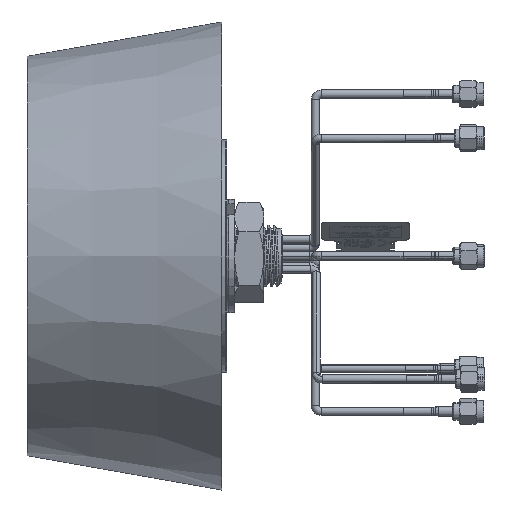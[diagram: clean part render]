
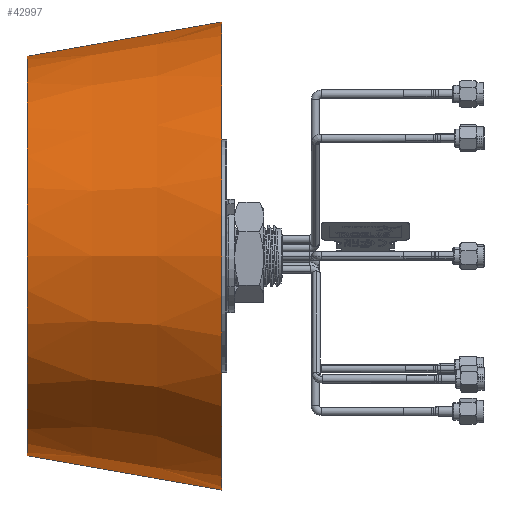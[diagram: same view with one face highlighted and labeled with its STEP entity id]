
A CAD part, left-side view. The second image highlights one B-rep face of the part: STEP entity #42997.
In plain terms, the highlighted conical face has half-angle 10 degrees and reference radius 68.815 mm.
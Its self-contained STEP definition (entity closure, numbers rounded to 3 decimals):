
#475 = DIRECTION ( 'NONE',  ( 0., 0., -1. ) ) ;
#833 = AXIS2_PLACEMENT_3D ( 'NONE', #82778, #44288, #475 ) ;
#2819 = EDGE_CURVE ( 'NONE', #73894, #59196, #66280, .T. ) ;
#6656 = DIRECTION ( 'NONE',  ( 0., -0.985, 0.174 ) ) ;
#21786 = CONICAL_SURFACE ( 'NONE', #44584, 68.815, 0.175 ) ;
#21957 = DIRECTION ( 'NONE',  ( 0., 0., -1. ) ) ;
#23669 = EDGE_LOOP ( 'NONE', ( #58831, #66913, #66516, #74540 ) ) ;
#27152 = CARTESIAN_POINT ( 'NONE',  ( 0., -2., -80.629 ) ) ;
#27367 = CARTESIAN_POINT ( 'NONE',  ( 0., -2., 80.629 ) ) ;
#29907 = CARTESIAN_POINT ( 'NONE',  ( 0., 65., 0. ) ) ;
#31750 = DIRECTION ( 'NONE',  ( 0., -0.985, -0.174 ) ) ;
#33016 = VERTEX_POINT ( 'NONE', #27367 ) ;
#35208 = VERTEX_POINT ( 'NONE', #27152 ) ;
#39049 = CARTESIAN_POINT ( 'NONE',  ( 0., 65., -68.815 ) ) ;
#40644 = CIRCLE ( 'NONE', #833, 80.629 ) ;
#42997 = ADVANCED_FACE ( 'NONE', ( #58719 ), #21786, .T. ) ;
#43595 = EDGE_CURVE ( 'NONE', #33016, #35208, #40644, .T. ) ;
#44288 = DIRECTION ( 'NONE',  ( 0., -1., 0. ) ) ;
#44572 = CARTESIAN_POINT ( 'NONE',  ( 0., 65., 68.815 ) ) ;
#44584 = AXIS2_PLACEMENT_3D ( 'NONE', #72363, #72079, #21957 ) ;
#47295 = CARTESIAN_POINT ( 'NONE',  ( 0., 65., -68.815 ) ) ;
#48227 = VECTOR ( 'NONE', #31750, 1000. ) ;
#50899 = LINE ( 'NONE', #64947, #56900 ) ;
#52617 = EDGE_CURVE ( 'NONE', #73894, #33016, #50899, .T. ) ;
#56900 = VECTOR ( 'NONE', #6656, 1000. ) ;
#57135 = AXIS2_PLACEMENT_3D ( 'NONE', #29907, #82071, #62011 ) ;
#58719 = FACE_OUTER_BOUND ( 'NONE', #23669, .T. ) ;
#58831 = ORIENTED_EDGE ( 'NONE', *, *, #52617, .F. ) ;
#59196 = VERTEX_POINT ( 'NONE', #47295 ) ;
#61165 = LINE ( 'NONE', #39049, #48227 ) ;
#62011 = DIRECTION ( 'NONE',  ( 0., 0., -1. ) ) ;
#64947 = CARTESIAN_POINT ( 'NONE',  ( 0., 65., 68.815 ) ) ;
#66280 = CIRCLE ( 'NONE', #57135, 68.815 ) ;
#66356 = EDGE_CURVE ( 'NONE', #59196, #35208, #61165, .T. ) ;
#66516 = ORIENTED_EDGE ( 'NONE', *, *, #66356, .T. ) ;
#66913 = ORIENTED_EDGE ( 'NONE', *, *, #2819, .T. ) ;
#72079 = DIRECTION ( 'NONE',  ( 0., -1., 0. ) ) ;
#72363 = CARTESIAN_POINT ( 'NONE',  ( 0., 65., 0. ) ) ;
#73894 = VERTEX_POINT ( 'NONE', #44572 ) ;
#74540 = ORIENTED_EDGE ( 'NONE', *, *, #43595, .F. ) ;
#82071 = DIRECTION ( 'NONE',  ( 0., -1., 0. ) ) ;
#82778 = CARTESIAN_POINT ( 'NONE',  ( 0., -2., 0. ) ) ;
